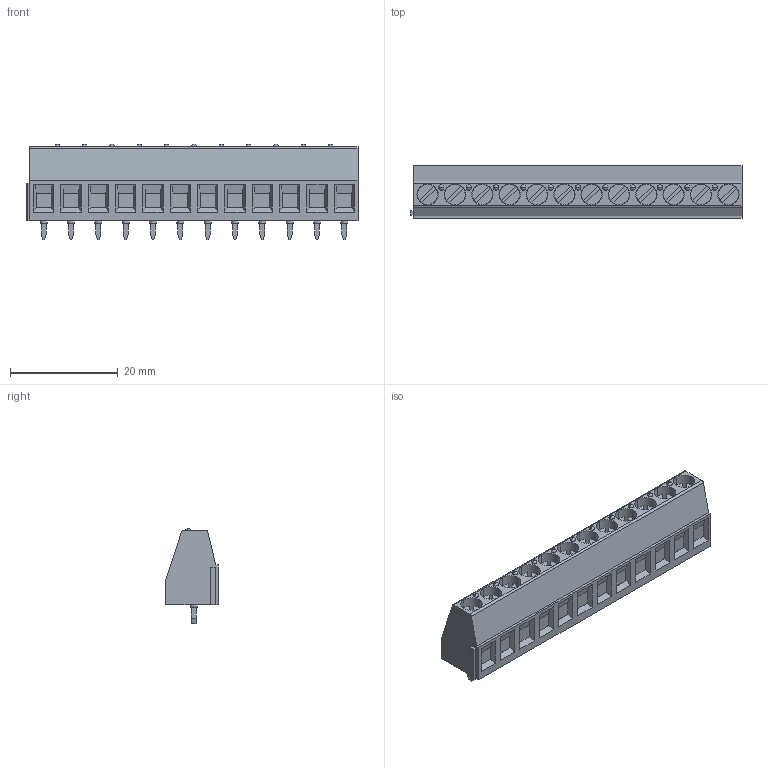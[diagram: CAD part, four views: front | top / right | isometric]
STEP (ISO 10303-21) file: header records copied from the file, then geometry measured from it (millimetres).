
FILE_DESCRIPTION((''),'2;1');
FILE_NAME('PHOENIX_1715828.stp','2013-02-25T19:42:36',(''),(''),'Mechanical Desktop 2011','Mechanical Desktop 2011',', , ');
FILE_SCHEMA(('AUTOMOTIVE_DESIGN { 1 2 10303 214 1 1 1 1 }'));
Length unit declared in the file: millimetre
Products named in the file (1): Product
Bounding box: 61.7 x 9.8 x 17.7 mm (x, y, z)
Volume: 6481.2 mm3; surface area: 4382.7 mm2
Topology: 49 solids, 49 shells, 589 faces, 1340 edges, 878 vertices
Faces by surface type: plane 450, cylinder 117, sphere 22
Entity records: 16361 total; most frequent: DIRECTION 2859, CARTESIAN_POINT 2786, ORIENTED_EDGE 2636, EDGE_CURVE 1318, VECTOR 957, LINE 957, AXIS2_PLACEMENT_3D 951, VERTEX_POINT 878
